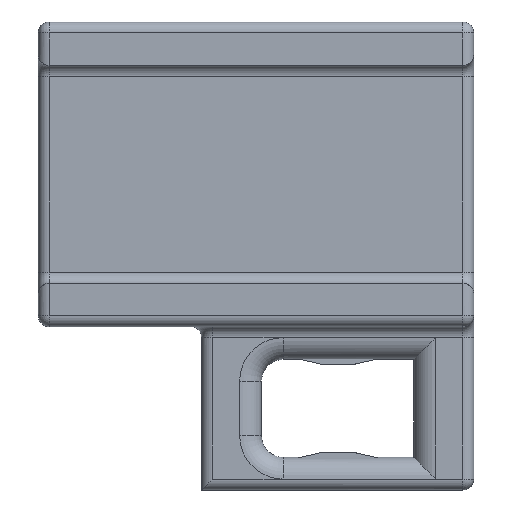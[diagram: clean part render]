
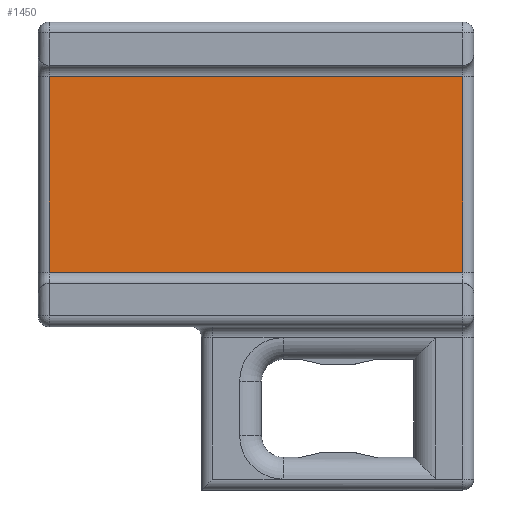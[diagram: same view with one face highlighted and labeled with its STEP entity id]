
A CAD part, front view. The second image highlights one B-rep face of the part: STEP entity #1450.
In plain terms, the highlighted planar face has unit normal (0, -1, 0).
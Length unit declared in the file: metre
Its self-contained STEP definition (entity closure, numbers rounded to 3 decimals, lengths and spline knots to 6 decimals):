
#142=LINE('',#2473,#265);
#143=LINE('',#2476,#266);
#144=LINE('',#2478,#267);
#145=LINE('',#2480,#268);
#265=VECTOR('',#1914,1.);
#266=VECTOR('',#1915,1.);
#267=VECTOR('',#1916,1.);
#268=VECTOR('',#1917,1.);
#316=PLANE('',#1580);
#459=ORIENTED_EDGE('',*,*,#878,.T.);
#460=ORIENTED_EDGE('',*,*,#879,.T.);
#461=ORIENTED_EDGE('',*,*,#880,.T.);
#462=ORIENTED_EDGE('',*,*,#881,.T.);
#878=EDGE_CURVE('',#1081,#1082,#142,.T.);
#879=EDGE_CURVE('',#1082,#1083,#143,.F.);
#880=EDGE_CURVE('',#1083,#1084,#144,.F.);
#881=EDGE_CURVE('',#1084,#1081,#145,.T.);
#1081=VERTEX_POINT('',#2474);
#1082=VERTEX_POINT('',#2475);
#1083=VERTEX_POINT('',#2477);
#1084=VERTEX_POINT('',#2479);
#1207=EDGE_LOOP('',(#459,#460,#461,#462));
#1308=FACE_BOUND('',#1207,.T.);
#1450=ADVANCED_FACE('',(#1308),#316,.T.);
#1580=AXIS2_PLACEMENT_3D('',#2472,#1912,#1913);
#1912=DIRECTION('',(0.,-1.,0.));
#1913=DIRECTION('',(1.,0.,0.));
#1914=DIRECTION('',(1.,0.,0.));
#1915=DIRECTION('',(0.,0.,-1.));
#1916=DIRECTION('',(1.,0.,0.));
#1917=DIRECTION('',(0.,0.,-1.));
#2472=CARTESIAN_POINT('',(-0.02,-0.006,0.01));
#2473=CARTESIAN_POINT('',(0.,-0.006,0.001));
#2474=CARTESIAN_POINT('',(-0.039,-0.006,0.001));
#2475=CARTESIAN_POINT('',(-0.001,-0.006,0.001));
#2476=CARTESIAN_POINT('',(-0.001,-0.006,0.01));
#2477=CARTESIAN_POINT('',(-0.001,-0.006,0.019));
#2478=CARTESIAN_POINT('',(-0.02,-0.006,0.019));
#2479=CARTESIAN_POINT('',(-0.039,-0.006,0.019));
#2480=CARTESIAN_POINT('',(-0.039,-0.006,0.));
